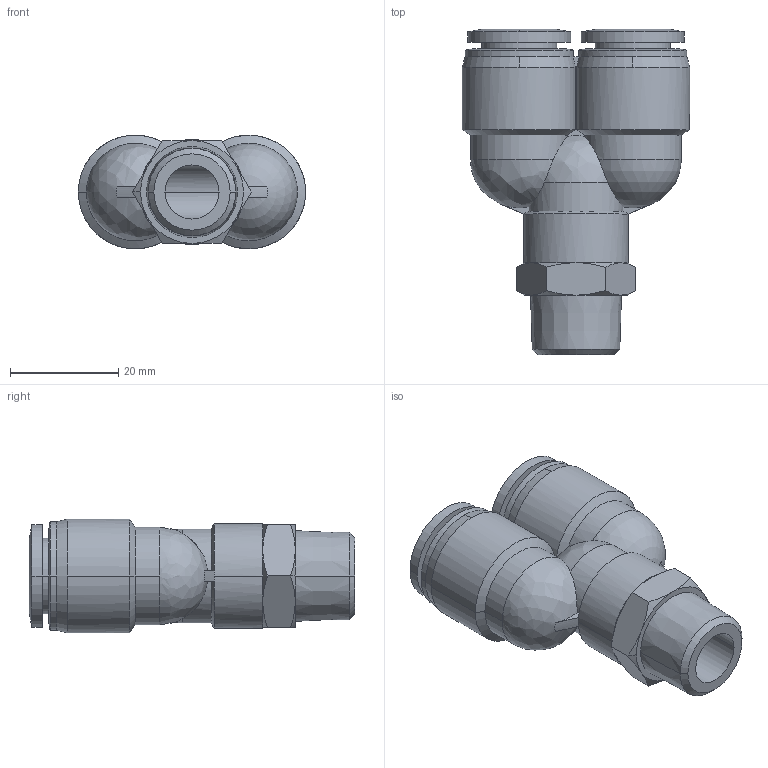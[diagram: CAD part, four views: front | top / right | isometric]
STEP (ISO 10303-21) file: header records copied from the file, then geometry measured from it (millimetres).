
FILE_DESCRIPTION (( 'STEP AP214' ), '1' );
FILE_NAME ('MY12M-38R.step', '2016-02-24T20:46:25', ( '' ), ( '' ), 'SwSTEP 2.0', 'SolidWorks 2015', '' );
FILE_SCHEMA (( 'AUTOMOTIVE_DESIGN' ));
Length unit declared in the file: inch
Products named in the file (1): MY12M-38R
Bounding box: 42 x 60.15 x 21 mm (x, y, z)
Volume: 16624.8 mm3; surface area: 10143.1 mm2
Topology: 1 solids, 1 shells, 107 faces, 267 edges, 164 vertices
Faces by surface type: cone 37, cylinder 34, plane 24, bspline 6, torus 5, sphere 1
Entity records: 5150 total; most frequent: CARTESIAN_POINT 1233, DIRECTION 528, ORIENTED_EDGE 524, EDGE_CURVE 262, AXIS2_PLACEMENT_3D 228, VERTEX_POINT 164, CIRCLE 126, EDGE_LOOP 118
